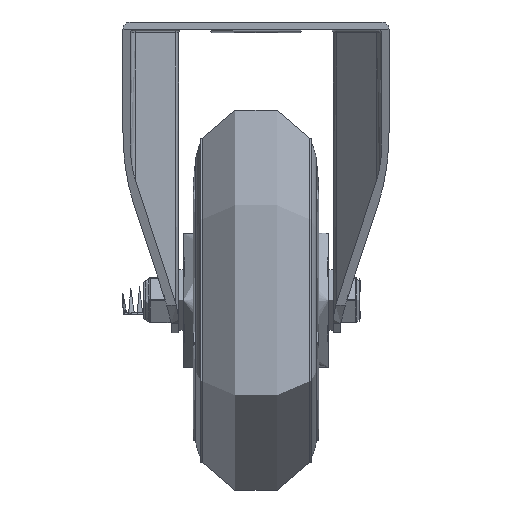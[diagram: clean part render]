
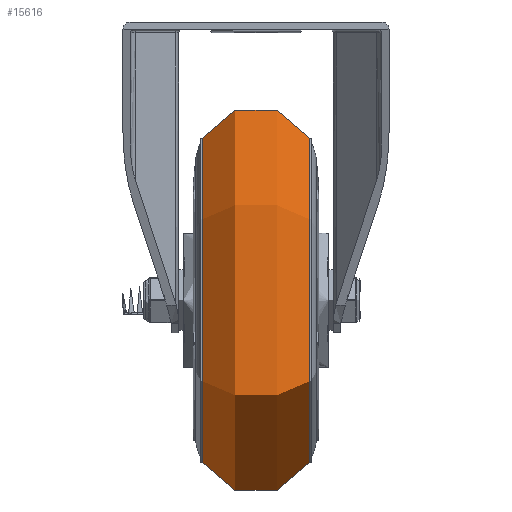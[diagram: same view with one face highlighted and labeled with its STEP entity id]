
A CAD part, left-side view. The second image highlights one B-rep face of the part: STEP entity #15616.
In plain terms, the highlighted toroidal (fillet/blend) face has major radius 54.795 mm and minor radius 25.204 mm.
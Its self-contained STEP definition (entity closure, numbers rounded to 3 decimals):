
#3952=FACE_OUTER_BOUND('',#4971,.T.);
#4971=EDGE_LOOP('',(#11409,#11410,#11411,#11412,#11413,#11414));
#6066=CIRCLE('',#16927,67.);
#6067=CIRCLE('',#16928,67.);
#6068=CIRCLE('',#16929,25.205);
#6069=CIRCLE('',#16930,67.);
#6070=CIRCLE('',#16931,67.);
#6968=VERTEX_POINT('',#23435);
#6969=VERTEX_POINT('',#23436);
#6970=VERTEX_POINT('',#23439);
#6971=VERTEX_POINT('',#23441);
#8625=EDGE_CURVE('',#6968,#6969,#6066,.T.);
#8626=EDGE_CURVE('',#6969,#6968,#6067,.T.);
#8627=EDGE_CURVE('',#6969,#6970,#6068,.T.);
#8628=EDGE_CURVE('',#6970,#6971,#6069,.T.);
#8629=EDGE_CURVE('',#6971,#6970,#6070,.T.);
#11409=ORIENTED_EDGE('',*,*,#8625,.F.);
#11410=ORIENTED_EDGE('',*,*,#8626,.F.);
#11411=ORIENTED_EDGE('',*,*,#8627,.T.);
#11412=ORIENTED_EDGE('',*,*,#8628,.T.);
#11413=ORIENTED_EDGE('',*,*,#8629,.T.);
#11414=ORIENTED_EDGE('',*,*,#8627,.F.);
#15409=TOROIDAL_SURFACE('',#16926,54.795,25.205);
#15616=ADVANCED_FACE('',(#3952),#15409,.T.);
#16926=AXIS2_PLACEMENT_3D('',#23434,#18979,#18980);
#16927=AXIS2_PLACEMENT_3D('',#23437,#18981,#18982);
#16928=AXIS2_PLACEMENT_3D('',#23438,#18983,#18984);
#16929=AXIS2_PLACEMENT_3D('',#23440,#18985,#18986);
#16930=AXIS2_PLACEMENT_3D('',#23442,#18987,#18988);
#16931=AXIS2_PLACEMENT_3D('',#23443,#18989,#18990);
#18979=DIRECTION('center_axis',(0.,-1.,0.));
#18980=DIRECTION('ref_axis',(0.,0.,-1.));
#18981=DIRECTION('center_axis',(0.,-1.,0.));
#18982=DIRECTION('ref_axis',(0.,0.,
1.));
#18983=DIRECTION('center_axis',(0.,-1.,0.));
#18984=DIRECTION('ref_axis',(0.,0.,
1.));
#18985=DIRECTION('center_axis',(-1.,0.,0.));
#18986=DIRECTION('ref_axis',(0.,0.,
1.));
#18987=DIRECTION('center_axis',(0.,-1.,0.));
#18988=DIRECTION('ref_axis',(0.,0.,
1.));
#18989=DIRECTION('center_axis',(0.,-1.,0.));
#18990=DIRECTION('ref_axis',(0.,0.,
1.));
#23434=CARTESIAN_POINT('Origin',(0.,0.,
0.));
#23435=CARTESIAN_POINT('',(0.,-22.053,-67.));
#23436=CARTESIAN_POINT('',(0.,-22.053,67.));
#23437=CARTESIAN_POINT('Origin',(0.,-22.053,
0.));
#23438=CARTESIAN_POINT('Origin',(0.,-22.053,
0.));
#23439=CARTESIAN_POINT('',(0.,22.053,67.));
#23440=CARTESIAN_POINT('Origin',(0.,0.,
54.795));
#23441=CARTESIAN_POINT('',(0.,22.053,-67.));
#23442=CARTESIAN_POINT('Origin',(0.,22.053,
0.));
#23443=CARTESIAN_POINT('Origin',(0.,22.053,
0.));
